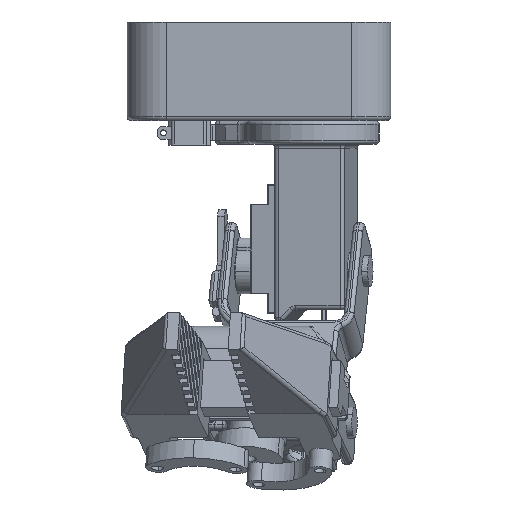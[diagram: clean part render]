
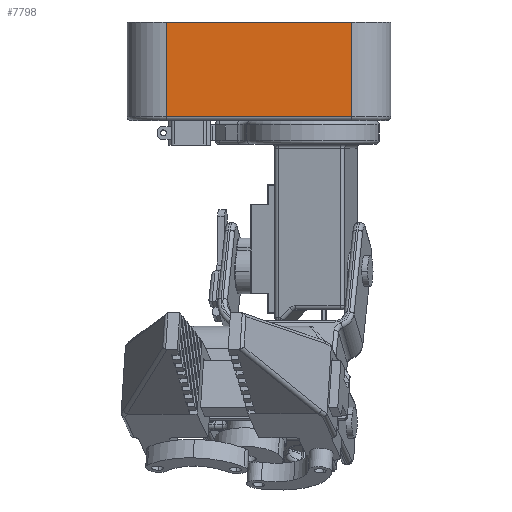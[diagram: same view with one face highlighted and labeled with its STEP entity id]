
A CAD part, top view. The second image highlights one B-rep face of the part: STEP entity #7798.
In plain terms, the highlighted face is planar.
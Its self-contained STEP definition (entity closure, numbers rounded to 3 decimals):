
#183 = CARTESIAN_POINT ( 'NONE',  ( 28.5, -25., -10. ) ) ;
#1695 = VERTEX_POINT ( 'NONE', #19852 ) ;
#2617 = DIRECTION ( 'NONE',  ( 0., 1., 0. ) ) ;
#3342 = CARTESIAN_POINT ( 'NONE',  ( 28.5, -25., -57. ) ) ;
#4862 = DIRECTION ( 'NONE',  ( 0., 1., 0. ) ) ;
#5029 = VERTEX_POINT ( 'NONE', #5962 ) ;
#5111 = EDGE_LOOP ( 'NONE', ( #20465, #27236, #27591, #29771 ) ) ;
#5962 = CARTESIAN_POINT ( 'NONE',  ( 28.5, -1., -10. ) ) ;
#7298 = VERTEX_POINT ( 'NONE', #17521 ) ;
#7427 = EDGE_CURVE ( 'NONE', #1695, #5029, #7791, .T. ) ;
#7459 = DIRECTION ( 'NONE',  ( 1., 0., 0. ) ) ;
#7791 = LINE ( 'NONE', #27512, #12630 ) ;
#7798 = ADVANCED_FACE ( 'NONE', ( #9266 ), #14538, .T. ) ;
#8081 = AXIS2_PLACEMENT_3D ( 'NONE', #183, #7459, #24234 ) ;
#8159 = CARTESIAN_POINT ( 'NONE',  ( 28.5, -25., -10. ) ) ;
#8258 = LINE ( 'NONE', #19197, #18726 ) ;
#8415 = DIRECTION ( 'NONE',  ( 0., 0., 1. ) ) ;
#9266 = FACE_OUTER_BOUND ( 'NONE', #5111, .T. ) ;
#11506 = VERTEX_POINT ( 'NONE', #3342 ) ;
#11598 = LINE ( 'NONE', #16991, #29926 ) ;
#12630 = VECTOR ( 'NONE', #8415, 1000. ) ;
#14538 = PLANE ( 'NONE',  #8081 ) ;
#16991 = CARTESIAN_POINT ( 'NONE',  ( 28.5, -25., -57. ) ) ;
#17024 = VECTOR ( 'NONE', #20179, 1000. ) ;
#17521 = CARTESIAN_POINT ( 'NONE',  ( 28.5, -25., -10. ) ) ;
#18726 = VECTOR ( 'NONE', #4862, 1000. ) ;
#19197 = CARTESIAN_POINT ( 'NONE',  ( 28.5, -25., -10. ) ) ;
#19852 = CARTESIAN_POINT ( 'NONE',  ( 28.5, -1., -57. ) ) ;
#20179 = DIRECTION ( 'NONE',  ( 0., 0., -1. ) ) ;
#20465 = ORIENTED_EDGE ( 'NONE', *, *, #23203, .T. ) ;
#23121 = EDGE_CURVE ( 'NONE', #7298, #5029, #8258, .T. ) ;
#23203 = EDGE_CURVE ( 'NONE', #11506, #1695, #11598, .T. ) ;
#24198 = LINE ( 'NONE', #8159, #17024 ) ;
#24234 = DIRECTION ( 'NONE',  ( 0., 0., -1. ) ) ;
#27236 = ORIENTED_EDGE ( 'NONE', *, *, #7427, .T. ) ;
#27512 = CARTESIAN_POINT ( 'NONE',  ( 28.5, -1., -10. ) ) ;
#27591 = ORIENTED_EDGE ( 'NONE', *, *, #23121, .F. ) ;
#29108 = EDGE_CURVE ( 'NONE', #7298, #11506, #24198, .T. ) ;
#29771 = ORIENTED_EDGE ( 'NONE', *, *, #29108, .T. ) ;
#29926 = VECTOR ( 'NONE', #2617, 1000. ) ;
